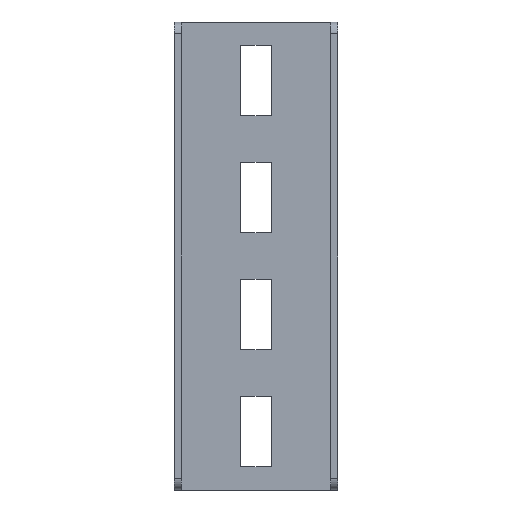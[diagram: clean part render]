
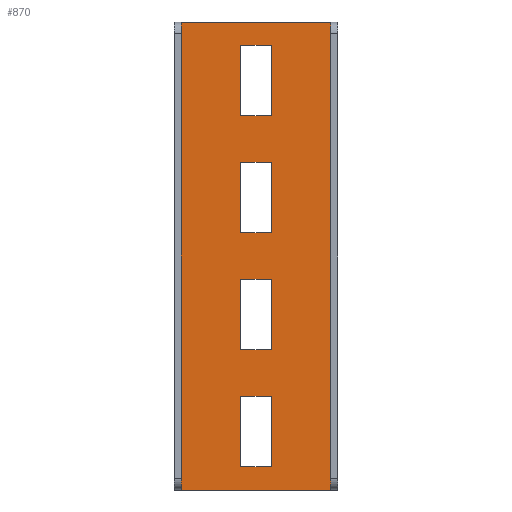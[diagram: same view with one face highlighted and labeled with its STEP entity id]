
A CAD part, front view. The second image highlights one B-rep face of the part: STEP entity #870.
In plain terms, the highlighted face is planar.
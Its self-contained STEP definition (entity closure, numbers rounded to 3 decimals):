
#78=DIRECTION('',(1.,0.,0.));
#79=VECTOR('',#78,64.);
#80=CARTESIAN_POINT('',(-32.,3.,-100.));
#81=LINE('',#80,#79);
#220=DIRECTION('',(0.,0.,1.));
#221=VECTOR('',#220,200.);
#222=CARTESIAN_POINT('',(-32.,3.,-100.));
#223=LINE('',#222,#221);
#224=DIRECTION('',(0.,0.,1.));
#225=VECTOR('',#224,30.);
#226=CARTESIAN_POINT('',(-6.5,3.,60.));
#227=LINE('',#226,#225);
#228=DIRECTION('',(1.,0.,0.));
#229=VECTOR('',#228,13.);
#230=CARTESIAN_POINT('',(-6.5,3.,90.));
#231=LINE('',#230,#229);
#232=DIRECTION('',(0.,0.,-1.));
#233=VECTOR('',#232,30.);
#234=CARTESIAN_POINT('',(6.5,3.,90.));
#235=LINE('',#234,#233);
#236=DIRECTION('',(-1.,0.,0.));
#237=VECTOR('',#236,13.);
#238=CARTESIAN_POINT('',(6.5,3.,60.));
#239=LINE('',#238,#237);
#240=DIRECTION('',(0.,0.,1.));
#241=VECTOR('',#240,30.);
#242=CARTESIAN_POINT('',(-6.5,3.,10.));
#243=LINE('',#242,#241);
#244=DIRECTION('',(1.,0.,0.));
#245=VECTOR('',#244,13.);
#246=CARTESIAN_POINT('',(-6.5,3.,40.));
#247=LINE('',#246,#245);
#248=DIRECTION('',(0.,0.,-1.));
#249=VECTOR('',#248,30.);
#250=CARTESIAN_POINT('',(6.5,3.,40.));
#251=LINE('',#250,#249);
#252=DIRECTION('',(-1.,0.,0.));
#253=VECTOR('',#252,13.);
#254=CARTESIAN_POINT('',(6.5,3.,10.));
#255=LINE('',#254,#253);
#256=DIRECTION('',(0.,0.,1.));
#257=VECTOR('',#256,30.);
#258=CARTESIAN_POINT('',(-6.5,3.,-40.));
#259=LINE('',#258,#257);
#260=DIRECTION('',(1.,0.,0.));
#261=VECTOR('',#260,13.);
#262=CARTESIAN_POINT('',(-6.5,3.,-10.));
#263=LINE('',#262,#261);
#264=DIRECTION('',(0.,0.,-1.));
#265=VECTOR('',#264,30.);
#266=CARTESIAN_POINT('',(6.5,3.,-10.));
#267=LINE('',#266,#265);
#268=DIRECTION('',(-1.,0.,0.));
#269=VECTOR('',#268,13.);
#270=CARTESIAN_POINT('',(6.5,3.,-40.));
#271=LINE('',#270,#269);
#272=DIRECTION('',(0.,0.,1.));
#273=VECTOR('',#272,30.);
#274=CARTESIAN_POINT('',(-6.5,3.,-90.));
#275=LINE('',#274,#273);
#276=DIRECTION('',(1.,0.,0.));
#277=VECTOR('',#276,13.);
#278=CARTESIAN_POINT('',(-6.5,3.,-60.));
#279=LINE('',#278,#277);
#280=DIRECTION('',(0.,0.,1.));
#281=VECTOR('',#280,30.);
#282=CARTESIAN_POINT('',(6.5,3.,-90.));
#283=LINE('',#282,#281);
#284=DIRECTION('',(-1.,0.,0.));
#285=VECTOR('',#284,13.);
#286=CARTESIAN_POINT('',(6.5,3.,-90.));
#287=LINE('',#286,#285);
#288=DIRECTION('',(0.,0.,1.));
#289=VECTOR('',#288,200.);
#290=CARTESIAN_POINT('',(32.,3.,-100.));
#291=LINE('',#290,#289);
#322=DIRECTION('',(1.,0.,0.));
#323=VECTOR('',#322,64.);
#324=CARTESIAN_POINT('',(-32.,3.,100.));
#325=LINE('',#324,#323);
#414=CARTESIAN_POINT('',(-32.,3.,-100.));
#415=CARTESIAN_POINT('',(32.,3.,-100.));
#416=VERTEX_POINT('',#414);
#417=VERTEX_POINT('',#415);
#418=CARTESIAN_POINT('',(-32.,3.,100.));
#419=CARTESIAN_POINT('',(32.,3.,100.));
#420=VERTEX_POINT('',#418);
#421=VERTEX_POINT('',#419);
#470=CARTESIAN_POINT('',(-6.5,3.,60.));
#471=CARTESIAN_POINT('',(-6.5,3.,90.));
#472=VERTEX_POINT('',#470);
#473=VERTEX_POINT('',#471);
#474=CARTESIAN_POINT('',(6.5,3.,90.));
#475=VERTEX_POINT('',#474);
#476=CARTESIAN_POINT('',(6.5,3.,60.));
#477=VERTEX_POINT('',#476);
#486=CARTESIAN_POINT('',(-6.5,3.,10.));
#487=CARTESIAN_POINT('',(-6.5,3.,40.));
#488=VERTEX_POINT('',#486);
#489=VERTEX_POINT('',#487);
#490=CARTESIAN_POINT('',(6.5,3.,40.));
#491=VERTEX_POINT('',#490);
#492=CARTESIAN_POINT('',(6.5,3.,10.));
#493=VERTEX_POINT('',#492);
#502=CARTESIAN_POINT('',(-6.5,3.,-40.));
#503=CARTESIAN_POINT('',(-6.5,3.,-10.));
#504=VERTEX_POINT('',#502);
#505=VERTEX_POINT('',#503);
#506=CARTESIAN_POINT('',(6.5,3.,-10.));
#507=VERTEX_POINT('',#506);
#508=CARTESIAN_POINT('',(6.5,3.,-40.));
#509=VERTEX_POINT('',#508);
#518=CARTESIAN_POINT('',(-6.5,3.,-90.));
#519=CARTESIAN_POINT('',(-6.5,3.,-60.));
#520=VERTEX_POINT('',#518);
#521=VERTEX_POINT('',#519);
#522=CARTESIAN_POINT('',(6.5,3.,-60.));
#523=VERTEX_POINT('',#522);
#524=CARTESIAN_POINT('',(6.5,3.,-90.));
#525=VERTEX_POINT('',#524);
#817=CARTESIAN_POINT('',(-35.,3.,-100.));
#818=DIRECTION('',(0.,-1.,0.));
#819=DIRECTION('',(1.,0.,0.));
#820=AXIS2_PLACEMENT_3D('',#817,#818,#819);
#821=PLANE('',#820);
#823=ORIENTED_EDGE('',*,*,#822,.T.);
#825=ORIENTED_EDGE('',*,*,#824,.F.);
#826=ORIENTED_EDGE('',*,*,#805,.F.);
#827=ORIENTED_EDGE('',*,*,#651,.T.);
#828=EDGE_LOOP('',(#823,#825,#826,#827));
#829=FACE_OUTER_BOUND('',#828,.F.);
#831=ORIENTED_EDGE('',*,*,#830,.T.);
#833=ORIENTED_EDGE('',*,*,#832,.T.);
#835=ORIENTED_EDGE('',*,*,#834,.T.);
#837=ORIENTED_EDGE('',*,*,#836,.T.);
#838=EDGE_LOOP('',(#831,#833,#835,#837));
#839=FACE_BOUND('',#838,.F.);
#841=ORIENTED_EDGE('',*,*,#840,.T.);
#843=ORIENTED_EDGE('',*,*,#842,.T.);
#845=ORIENTED_EDGE('',*,*,#844,.T.);
#847=ORIENTED_EDGE('',*,*,#846,.T.);
#848=EDGE_LOOP('',(#841,#843,#845,#847));
#849=FACE_BOUND('',#848,.F.);
#851=ORIENTED_EDGE('',*,*,#850,.T.);
#853=ORIENTED_EDGE('',*,*,#852,.T.);
#855=ORIENTED_EDGE('',*,*,#854,.T.);
#857=ORIENTED_EDGE('',*,*,#856,.T.);
#858=EDGE_LOOP('',(#851,#853,#855,#857));
#859=FACE_BOUND('',#858,.F.);
#861=ORIENTED_EDGE('',*,*,#860,.T.);
#863=ORIENTED_EDGE('',*,*,#862,.T.);
#865=ORIENTED_EDGE('',*,*,#864,.F.);
#867=ORIENTED_EDGE('',*,*,#866,.T.);
#868=EDGE_LOOP('',(#861,#863,#865,#867));
#869=FACE_BOUND('',#868,.F.);
#870=ADVANCED_FACE('',(#829,#839,#849,#859,#869),#821,.F.);
#651=EDGE_CURVE('',#416,#417,#81,.T.);
#805=EDGE_CURVE('',#416,#420,#223,.T.);
#822=EDGE_CURVE('',#417,#421,#291,.T.);
#824=EDGE_CURVE('',#420,#421,#325,.T.);
#830=EDGE_CURVE('',#472,#473,#227,.T.);
#832=EDGE_CURVE('',#473,#475,#231,.T.);
#834=EDGE_CURVE('',#475,#477,#235,.T.);
#836=EDGE_CURVE('',#477,#472,#239,.T.);
#840=EDGE_CURVE('',#488,#489,#243,.T.);
#842=EDGE_CURVE('',#489,#491,#247,.T.);
#844=EDGE_CURVE('',#491,#493,#251,.T.);
#846=EDGE_CURVE('',#493,#488,#255,.T.);
#850=EDGE_CURVE('',#504,#505,#259,.T.);
#852=EDGE_CURVE('',#505,#507,#263,.T.);
#854=EDGE_CURVE('',#507,#509,#267,.T.);
#856=EDGE_CURVE('',#509,#504,#271,.T.);
#860=EDGE_CURVE('',#520,#521,#275,.T.);
#862=EDGE_CURVE('',#521,#523,#279,.T.);
#864=EDGE_CURVE('',#525,#523,#283,.T.);
#866=EDGE_CURVE('',#525,#520,#287,.T.);
